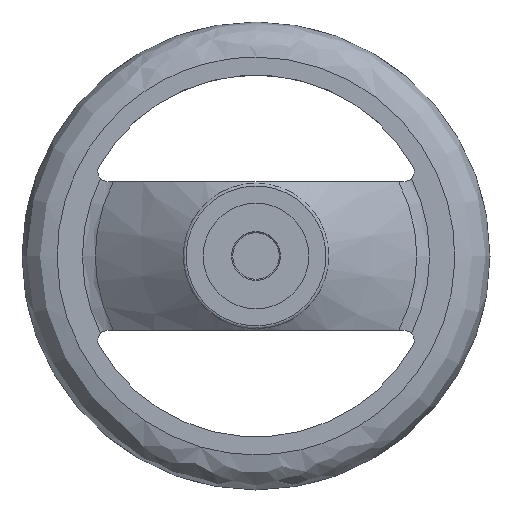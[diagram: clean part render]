
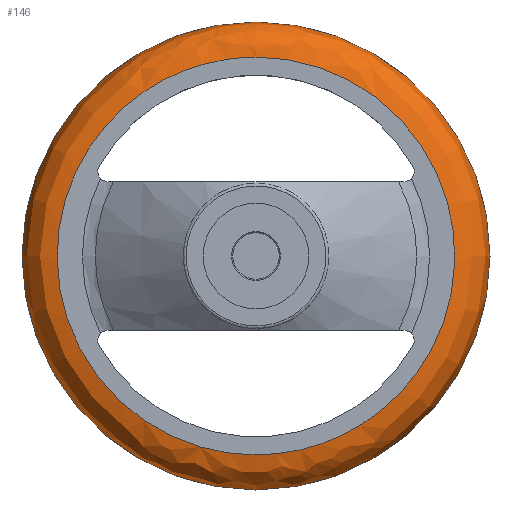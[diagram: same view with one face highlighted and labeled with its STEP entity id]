
A CAD part, front view. The second image highlights one B-rep face of the part: STEP entity #146.
In plain terms, the highlighted free-form (B-spline) face has degree [3, 3] with [4, 7] control points.
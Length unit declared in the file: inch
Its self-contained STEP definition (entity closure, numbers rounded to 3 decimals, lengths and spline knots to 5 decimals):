
#45 = CARTESIAN_POINT ( 'NONE',  ( 2.67667, 0.67, -1.33833 ) ) ;
#73 = CARTESIAN_POINT ( 'NONE',  ( 0., 0.76803, 1.575 ) ) ;
#101 = DIRECTION ( 'NONE',  ( 0., -1., 0. ) ) ;
#122 = CARTESIAN_POINT ( 'NONE',  ( 0., 0.67, 1.33833 ) ) ;
#132 = CARTESIAN_POINT ( 'NONE',  ( 0., 0.67, 1.33833 ) ) ;
#146 = ADVANCED_FACE ( 'NONE', ( #1173, #577 ), #266, .T. ) ;
#176 = CARTESIAN_POINT ( 'NONE',  ( -3.15, 0.76803, -1.575 ) ) ;
#226 = CARTESIAN_POINT ( 'NONE',  ( 0., 0.90667, 0. ) ) ;
#232 = CARTESIAN_POINT ( 'NONE',  ( 2.67667, 0.67, 1.33833 ) ) ;
#266 =( BOUNDED_SURFACE ( )  B_SPLINE_SURFACE ( 3, 3, ( 
 ( #690, #1076, #977, #1067, #1181, #367, #287 ),
 ( #1090, #556, #879, #963, #176, #762, #73 ),
 ( #461, #862, #1260, #1159, #268, #571, #662 ),
 ( #563, #609, #1019, #590, #914, #520, #1214 ) ),
 .UNSPECIFIED., .F., .T., .F. ) 
 B_SPLINE_SURFACE_WITH_KNOTS ( ( 4, 4 ),
 ( 4, 3, 4 ),
 ( 0., 1. ),
 ( 0., 0.5, 1. ),
 .UNSPECIFIED. ) 
 GEOMETRIC_REPRESENTATION_ITEM ( )  RATIONAL_B_SPLINE_SURFACE ( (
 ( 1., 0.333, 0.333, 1., 0.333, 0.333, 1.),
 ( 0.805, 0.268, 0.268, 0.805, 0.268, 0.268, 0.805),
 ( 0.805, 0.268, 0.268, 0.805, 0.268, 0.268, 0.805),
 ( 1., 0.333, 0.333, 1., 0.333, 0.333, 1.) ) ) 
 REPRESENTATION_ITEM ( '' )  SURFACE ( )  );
#268 = CARTESIAN_POINT ( 'NONE',  ( -2.95394, 0.67, -1.47697 ) ) ;
#287 = CARTESIAN_POINT ( 'NONE',  ( 0., 0.90667, 1.575 ) ) ;
#303 = CARTESIAN_POINT ( 'NONE',  ( -2.67667, 0.67, -1.33833 ) ) ;
#367 = CARTESIAN_POINT ( 'NONE',  ( -3.15, 0.90667, 1.575 ) ) ;
#413 = DIRECTION ( 'NONE',  ( 0., 0., 1. ) ) ;
#461 = CARTESIAN_POINT ( 'NONE',  ( 0., 0.67, 1.47697 ) ) ;
#509 = AXIS2_PLACEMENT_3D ( 'NONE', #226, #101, #413 ) ;
#520 = CARTESIAN_POINT ( 'NONE',  ( -2.67667, 0.67, 1.33833 ) ) ;
#556 = CARTESIAN_POINT ( 'NONE',  ( 3.15, 0.76803, 1.575 ) ) ;
#563 = CARTESIAN_POINT ( 'NONE',  ( 0., 0.67, 1.33833 ) ) ;
#571 = CARTESIAN_POINT ( 'NONE',  ( -2.95394, 0.67, 1.47697 ) ) ;
#577 = FACE_OUTER_BOUND ( 'NONE', #932, .T. ) ;
#590 = CARTESIAN_POINT ( 'NONE',  ( 0., 0.67, -1.33833 ) ) ;
#609 = CARTESIAN_POINT ( 'NONE',  ( 2.67667, 0.67, 1.33833 ) ) ;
#662 = CARTESIAN_POINT ( 'NONE',  ( 0., 0.67, 1.47697 ) ) ;
#690 = CARTESIAN_POINT ( 'NONE',  ( 0., 0.90667, 1.575 ) ) ;
#698 = CARTESIAN_POINT ( 'NONE',  ( -2.67667, 0.67, 1.33833 ) ) ;
#699 = EDGE_LOOP ( 'NONE', ( #946 ) ) ;
#702 = EDGE_CURVE ( 'NONE', #999, #999, #945, .T. ) ;
#740 = CARTESIAN_POINT ( 'NONE',  ( 0., 0.90667, 1.575 ) ) ;
#762 = CARTESIAN_POINT ( 'NONE',  ( -3.15, 0.76803, 1.575 ) ) ;
#862 = CARTESIAN_POINT ( 'NONE',  ( 2.95394, 0.67, 1.47697 ) ) ;
#879 = CARTESIAN_POINT ( 'NONE',  ( 3.15, 0.76803, -1.575 ) ) ;
#881 = ORIENTED_EDGE ( 'NONE', *, *, #702, .T. ) ;
#909 = CARTESIAN_POINT ( 'NONE',  ( 0., 0.67, 1.33833 ) ) ;
#914 = CARTESIAN_POINT ( 'NONE',  ( -2.67667, 0.67, -1.33833 ) ) ;
#932 = EDGE_LOOP ( 'NONE', ( #881 ) ) ;
#945 =( BOUNDED_CURVE ( )  B_SPLINE_CURVE ( 3, ( #132, #232, #45, #1194, #303, #698, #909 ),
 .UNSPECIFIED., .T., .T. ) 
 B_SPLINE_CURVE_WITH_KNOTS ( ( 4, 3, 4 ),
 ( 0., 0.5, 1. ),
 .UNSPECIFIED. ) 
 CURVE ( )  GEOMETRIC_REPRESENTATION_ITEM ( )  RATIONAL_B_SPLINE_CURVE ( ( 1., 0.333, 0.333, 1., 0.333, 0.333, 1. ) ) 
 REPRESENTATION_ITEM ( '' )  );
#946 = ORIENTED_EDGE ( 'NONE', *, *, #1016, .T. ) ;
#963 = CARTESIAN_POINT ( 'NONE',  ( 0., 0.76803, -1.575 ) ) ;
#977 = CARTESIAN_POINT ( 'NONE',  ( 3.15, 0.90667, -1.575 ) ) ;
#999 = VERTEX_POINT ( 'NONE', #122 ) ;
#1016 = EDGE_CURVE ( 'NONE', #1036, #1036, #1030, .T. ) ;
#1019 = CARTESIAN_POINT ( 'NONE',  ( 2.67667, 0.67, -1.33833 ) ) ;
#1030 = CIRCLE ( 'NONE', #509, 1.575 ) ;
#1036 = VERTEX_POINT ( 'NONE', #740 ) ;
#1067 = CARTESIAN_POINT ( 'NONE',  ( 0., 0.90667, -1.575 ) ) ;
#1076 = CARTESIAN_POINT ( 'NONE',  ( 3.15, 0.90667, 1.575 ) ) ;
#1090 = CARTESIAN_POINT ( 'NONE',  ( 0., 0.76803, 1.575 ) ) ;
#1159 = CARTESIAN_POINT ( 'NONE',  ( 0., 0.67, -1.47697 ) ) ;
#1173 = FACE_OUTER_BOUND ( 'NONE', #699, .T. ) ;
#1181 = CARTESIAN_POINT ( 'NONE',  ( -3.15, 0.90667, -1.575 ) ) ;
#1194 = CARTESIAN_POINT ( 'NONE',  ( 0., 0.67, -1.33833 ) ) ;
#1214 = CARTESIAN_POINT ( 'NONE',  ( 0., 0.67, 1.33833 ) ) ;
#1260 = CARTESIAN_POINT ( 'NONE',  ( 2.95394, 0.67, -1.47697 ) ) ;
